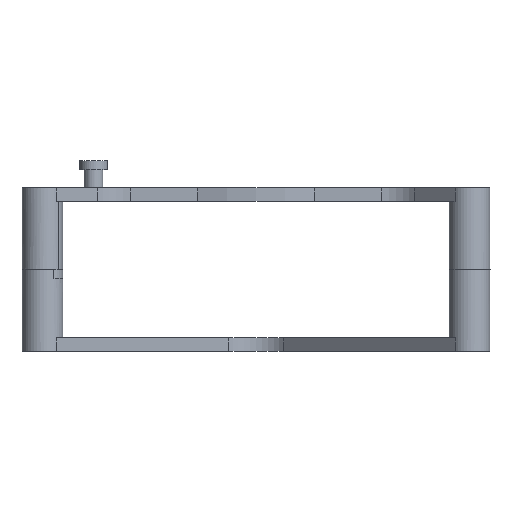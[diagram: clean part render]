
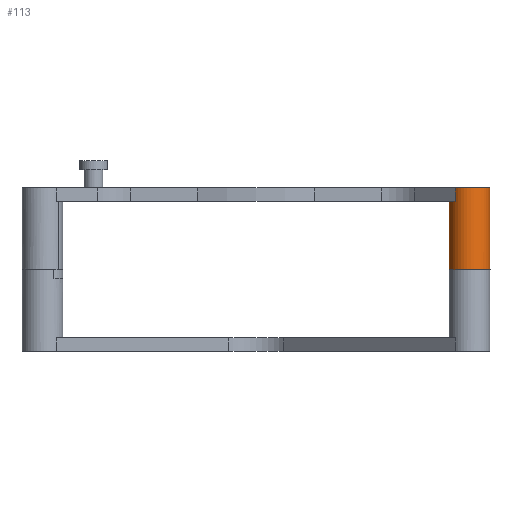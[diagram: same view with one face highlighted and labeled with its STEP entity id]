
A CAD part, left-side view. The second image highlights one B-rep face of the part: STEP entity #113.
In plain terms, the highlighted cylindrical face has radius 4.5 mm (diameter 9 mm), a full revolution.
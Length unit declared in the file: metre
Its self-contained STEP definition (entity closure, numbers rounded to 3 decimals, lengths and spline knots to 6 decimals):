
#113 = ADVANCED_FACE( '', ( #265, #266 ), #267, .T. );
#265 = FACE_OUTER_BOUND( '', #514, .T. );
#266 = FACE_OUTER_BOUND( '', #515, .T. );
#267 = CYLINDRICAL_SURFACE( '', #516, 0.0045 );
#514 = EDGE_LOOP( '', ( #1015, #1016, #1017, #1018 ) );
#515 = EDGE_LOOP( '', ( #1019 ) );
#516 = AXIS2_PLACEMENT_3D( '', #1020, #1021, #1022 );
#1015 = ORIENTED_EDGE( '', *, *, #1524, .T. );
#1016 = ORIENTED_EDGE( '', *, *, #1414, .T. );
#1017 = ORIENTED_EDGE( '', *, *, #1523, .F. );
#1018 = ORIENTED_EDGE( '', *, *, #1487, .F. );
#1019 = ORIENTED_EDGE( '', *, *, #1525, .T. );
#1020 = CARTESIAN_POINT( '', ( -0.048895, -0.04699, 0.036 ) );
#1021 = DIRECTION( '', ( 0., 0., 1. ) );
#1022 = DIRECTION( '', ( -1., 0., 0. ) );
#1414 = EDGE_CURVE( '', #1663, #1661, #1664, .F. );
#1487 = EDGE_CURVE( '', #1804, #1806, #1807, .T. );
#1523 = EDGE_CURVE( '', #1806, #1661, #1846, .T. );
#1524 = EDGE_CURVE( '', #1804, #1663, #1847, .T. );
#1525 = EDGE_CURVE( '', #1848, #1848, #1849, .T. );
#1661 = VERTEX_POINT( '', #2058 );
#1663 = VERTEX_POINT( '', #2061 );
#1664 = CIRCLE( '', #2062, 0.0045 );
#1804 = VERTEX_POINT( '', #2234 );
#1806 = VERTEX_POINT( '', #2237 );
#1807 = CIRCLE( '', #2238, 0.0045 );
#1846 = LINE( '', #2310, #2311 );
#1847 = LINE( '', #2312, #2313 );
#1848 = VERTEX_POINT( '', #2314 );
#1849 = CIRCLE( '', #2315, 0.0045 );
#2058 = CARTESIAN_POINT( '', ( -0.045855, -0.050308, 0.033 ) );
#2061 = CARTESIAN_POINT( '', ( -0.052056, -0.043788, 0.033 ) );
#2062 = AXIS2_PLACEMENT_3D( '', #2562, #2563, #2564 );
#2234 = CARTESIAN_POINT( '', ( -0.052056, -0.043788, 0.036 ) );
#2237 = CARTESIAN_POINT( '', ( -0.045855, -0.050308, 0.036 ) );
#2238 = AXIS2_PLACEMENT_3D( '', #2715, #2716, #2717 );
#2310 = CARTESIAN_POINT( '', ( -0.045855, -0.050308, 0.036 ) );
#2311 = VECTOR( '', #2757, 1. );
#2312 = CARTESIAN_POINT( '', ( -0.052056, -0.043788, 0.036 ) );
#2313 = VECTOR( '', #2758, 1. );
#2314 = CARTESIAN_POINT( '', ( -0.044395, -0.04699, 0.018 ) );
#2315 = AXIS2_PLACEMENT_3D( '', #2759, #2760, #2761 );
#2562 = CARTESIAN_POINT( '', ( -0.048895, -0.04699, 0.033 ) );
#2563 = DIRECTION( '', ( 0., 0., 1. ) );
#2564 = DIRECTION( '', ( 1., 0., 0. ) );
#2715 = CARTESIAN_POINT( '', ( -0.048895, -0.04699, 0.036 ) );
#2716 = DIRECTION( '', ( 0., 0., 1. ) );
#2717 = DIRECTION( '', ( -0.703, 0.712, 0. ) );
#2757 = DIRECTION( '', ( 0., 0., -1. ) );
#2758 = DIRECTION( '', ( 0., 0., -1. ) );
#2759 = CARTESIAN_POINT( '', ( -0.048895, -0.04699, 0.018 ) );
#2760 = DIRECTION( '', ( 0., 0., 1. ) );
#2761 = DIRECTION( '', ( 1., 0., 0. ) );
